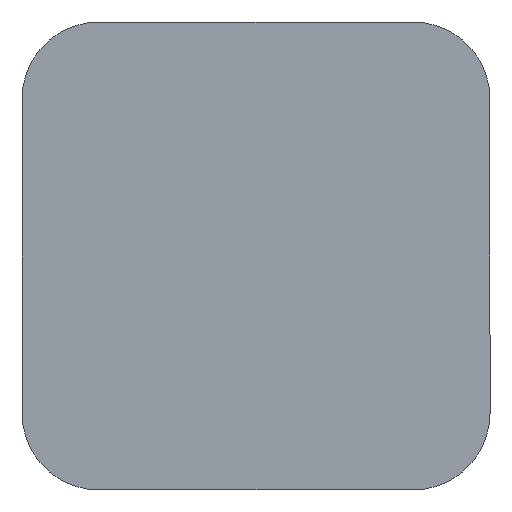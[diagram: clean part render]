
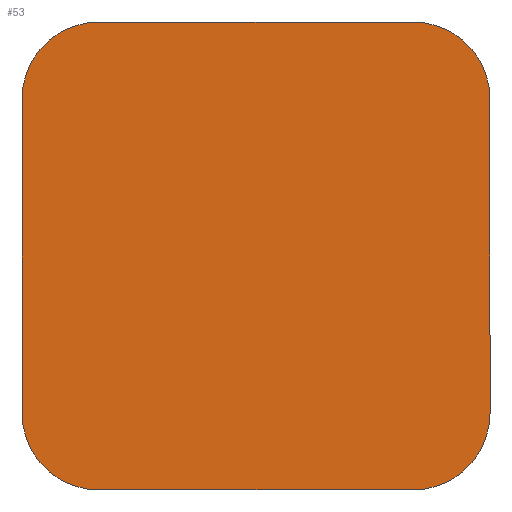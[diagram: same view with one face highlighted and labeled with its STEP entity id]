
A CAD part, front view. The second image highlights one B-rep face of the part: STEP entity #53.
In plain terms, the highlighted planar face has unit normal (0, -1, 0).
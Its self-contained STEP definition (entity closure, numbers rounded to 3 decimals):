
#13 = VERTEX_POINT ( 'NONE', #164 ) ;
#18 = VERTEX_POINT ( 'NONE', #137 ) ;
#21 = EDGE_CURVE ( 'NONE', #34, #18, #174, .T. ) ;
#23 = EDGE_CURVE ( 'NONE', #63, #34, #171, .T. ) ;
#34 = VERTEX_POINT ( 'NONE', #280 ) ;
#53 = ADVANCED_FACE ( 'NONE', ( #200 ), #288, .T. ) ;
#55 = EDGE_CURVE ( 'NONE', #18, #78, #238, .T. ) ;
#56 = EDGE_LOOP ( 'NONE', ( #127, #117, #112, #129, #120, #134, #116, #125 ) ) ;
#63 = VERTEX_POINT ( 'NONE', #279 ) ;
#74 = EDGE_CURVE ( 'NONE', #106, #13, #264, .T. ) ;
#77 = EDGE_CURVE ( 'NONE', #78, #97, #247, .T. ) ;
#78 = VERTEX_POINT ( 'NONE', #263 ) ;
#80 = EDGE_CURVE ( 'NONE', #97, #106, #257, .T. ) ;
#85 = EDGE_CURVE ( 'NONE', #90, #63, #213, .T. ) ;
#90 = VERTEX_POINT ( 'NONE', #284 ) ;
#97 = VERTEX_POINT ( 'NONE', #210 ) ;
#100 = EDGE_CURVE ( 'NONE', #13, #90, #110, .T. ) ;
#106 = VERTEX_POINT ( 'NONE', #310 ) ;
#110 = LINE ( 'NONE', #111, #119 ) ;
#111 = CARTESIAN_POINT ( 'NONE',  ( -6.1, 0., -4.1 ) ) ;
#112 = ORIENTED_EDGE ( 'NONE', *, *, #21, .F. ) ;
#116 = ORIENTED_EDGE ( 'NONE', *, *, #74, .F. ) ;
#117 = ORIENTED_EDGE ( 'NONE', *, *, #55, .F. ) ;
#119 = VECTOR ( 'NONE', #168, 1000. ) ;
#120 = ORIENTED_EDGE ( 'NONE', *, *, #85, .F. ) ;
#125 = ORIENTED_EDGE ( 'NONE', *, *, #80, .F. ) ;
#127 = ORIENTED_EDGE ( 'NONE', *, *, #77, .F. ) ;
#129 = ORIENTED_EDGE ( 'NONE', *, *, #23, .F. ) ;
#134 = ORIENTED_EDGE ( 'NONE', *, *, #100, .F. ) ;
#137 = CARTESIAN_POINT ( 'NONE',  ( 6.1, 0., 4.1 ) ) ;
#138 = DIRECTION ( 'NONE',  ( 1., 0., 0. ) ) ;
#139 = VECTOR ( 'NONE', #138, 1000. ) ;
#140 = CARTESIAN_POINT ( 'NONE',  ( -4.1, 0., 6.1 ) ) ;
#141 = DIRECTION ( 'NONE',  ( 0., 0., -1. ) ) ;
#142 = DIRECTION ( 'NONE',  ( 0., 1., 0. ) ) ;
#143 = CARTESIAN_POINT ( 'NONE',  ( 4.1, 0., 4.1 ) ) ;
#144 = AXIS2_PLACEMENT_3D ( 'NONE', #143, #142, #141 ) ;
#164 = CARTESIAN_POINT ( 'NONE',  ( -6.1, 0., -4.1 ) ) ;
#168 = DIRECTION ( 'NONE',  ( 0., 0., 1. ) ) ;
#171 = LINE ( 'NONE', #140, #139 ) ;
#174 = CIRCLE ( 'NONE', #144, 2. ) ;
#199 = DIRECTION ( 'NONE',  ( 0., 0., -1. ) ) ;
#200 = FACE_OUTER_BOUND ( 'NONE', #56, .T. ) ;
#202 = DIRECTION ( 'NONE',  ( 0., -1., 0. ) ) ;
#210 = CARTESIAN_POINT ( 'NONE',  ( 4.1, 0., -6.1 ) ) ;
#213 = CIRCLE ( 'NONE', #270, 2. ) ;
#231 = DIRECTION ( 'NONE',  ( 0., 0., -1. ) ) ;
#232 = VECTOR ( 'NONE', #231, 1000. ) ;
#236 = CARTESIAN_POINT ( 'NONE',  ( 4.1, 0., -4.1 ) ) ;
#237 = CARTESIAN_POINT ( 'NONE',  ( 6.1, 0., -4.1 ) ) ;
#238 = LINE ( 'NONE', #237, #232 ) ;
#247 = CIRCLE ( 'NONE', #256, 2. ) ;
#250 = DIRECTION ( 'NONE',  ( -1., 0., 0. ) ) ;
#251 = VECTOR ( 'NONE', #250, 1000. ) ;
#252 = CARTESIAN_POINT ( 'NONE',  ( -4.1, 0., -6.1 ) ) ;
#254 = DIRECTION ( 'NONE',  ( 0., 0., -1. ) ) ;
#255 = DIRECTION ( 'NONE',  ( 0., 1., 0. ) ) ;
#256 = AXIS2_PLACEMENT_3D ( 'NONE', #276, #255, #254 ) ;
#257 = LINE ( 'NONE', #252, #251 ) ;
#258 = DIRECTION ( 'NONE',  ( 0., 0., -1. ) ) ;
#259 = DIRECTION ( 'NONE',  ( 0., 1., 0. ) ) ;
#260 = CARTESIAN_POINT ( 'NONE',  ( -4.1, 0., -4.1 ) ) ;
#261 = AXIS2_PLACEMENT_3D ( 'NONE', #260, #259, #258 ) ;
#263 = CARTESIAN_POINT ( 'NONE',  ( 6.1, 0., -4.1 ) ) ;
#264 = CIRCLE ( 'NONE', #261, 2. ) ;
#270 = AXIS2_PLACEMENT_3D ( 'NONE', #283, #282, #281 ) ;
#276 = CARTESIAN_POINT ( 'NONE',  ( 4.1, 0., -4.1 ) ) ;
#277 = AXIS2_PLACEMENT_3D ( 'NONE', #236, #202, #199 ) ;
#279 = CARTESIAN_POINT ( 'NONE',  ( -4.1, 0., 6.1 ) ) ;
#280 = CARTESIAN_POINT ( 'NONE',  ( 4.1, 0., 6.1 ) ) ;
#281 = DIRECTION ( 'NONE',  ( 0., 0., -1. ) ) ;
#282 = DIRECTION ( 'NONE',  ( 0., 1., 0. ) ) ;
#283 = CARTESIAN_POINT ( 'NONE',  ( -4.1, 0., 4.1 ) ) ;
#284 = CARTESIAN_POINT ( 'NONE',  ( -6.1, 0., 4.1 ) ) ;
#288 = PLANE ( 'NONE',  #277 ) ;
#310 = CARTESIAN_POINT ( 'NONE',  ( -4.1, 0., -6.1 ) ) ;
